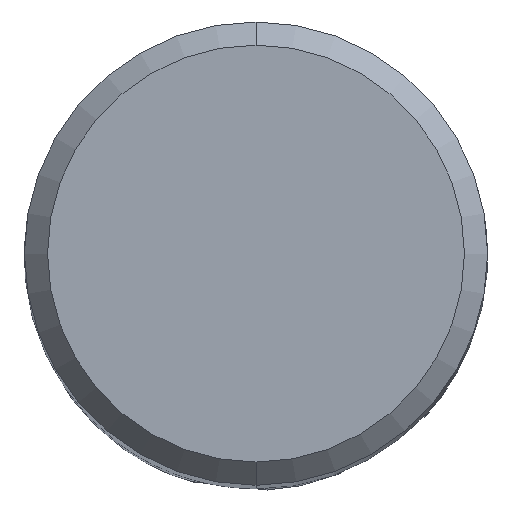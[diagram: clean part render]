
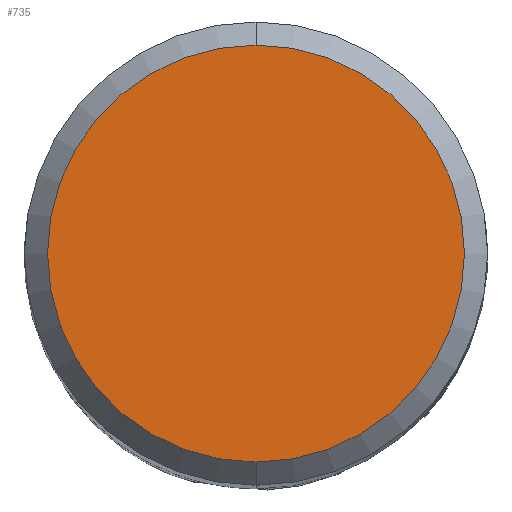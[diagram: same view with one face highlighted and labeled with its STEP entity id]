
A CAD part, top view. The second image highlights one B-rep face of the part: STEP entity #735.
In plain terms, the highlighted planar face has unit normal (0, 0, 1).
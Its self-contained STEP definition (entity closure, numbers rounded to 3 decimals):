
#357=EDGE_CURVE('',#431,#813,#988,.T.);
#431=VERTEX_POINT('',#1068);
#693=EDGE_CURVE('',#813,#431,#1352,.T.);
#735=ADVANCED_FACE('',(#1396),#1397,.T.);
#813=VERTEX_POINT('',#1483);
#988=CIRCLE('',#1721,4.5);
#1068=CARTESIAN_POINT('',(0.0,4.5,0.0));
#1352=CIRCLE('',#3469,4.5);
#1396=FACE_OUTER_BOUND('',#3578,.T.);
#1397=PLANE('',#3579);
#1483=CARTESIAN_POINT('',(0.,-4.5,0.0));
#1721=AXIS2_PLACEMENT_3D('',#5037,#5038,#5039);
#3469=AXIS2_PLACEMENT_3D('',#5396,#5397,#5398);
#3578=EDGE_LOOP('',(#5427,#5428));
#3579=AXIS2_PLACEMENT_3D('',#5429,#5430,#5431);
#5037=CARTESIAN_POINT('',(0.0,0.0,0.0));
#5038=DIRECTION('',(0.0,0.0,-1.0));
#5039=DIRECTION('',(0.0,1.0,0.0));
#5396=CARTESIAN_POINT('',(0.0,0.0,0.0));
#5397=DIRECTION('',(0.0,0.0,-1.0));
#5398=DIRECTION('',(0.0,1.0,0.0));
#5427=ORIENTED_EDGE('',*,*,#357,.F.);
#5428=ORIENTED_EDGE('',*,*,#693,.F.);
#5429=CARTESIAN_POINT('',(0.0,2.25,0.0));
#5430=DIRECTION('',(-0.0,0.0,1.0));
#5431=DIRECTION('',(0.0,-1.0,0.0));
